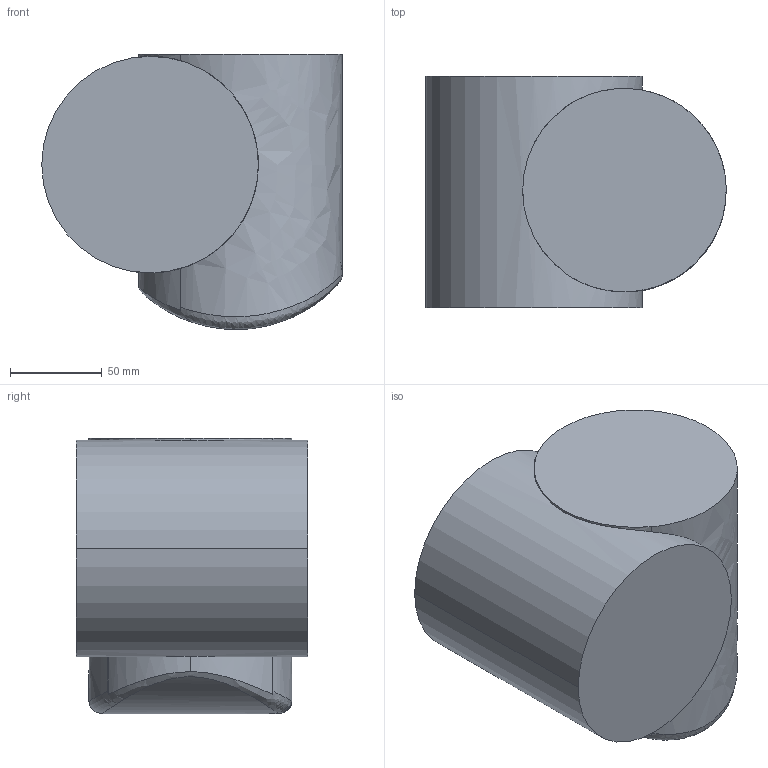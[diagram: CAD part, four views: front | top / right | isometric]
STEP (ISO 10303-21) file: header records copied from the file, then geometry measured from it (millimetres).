
FILE_DESCRIPTION(('STEP AP214'),'1');
FILE_NAME('L3.stp','2018-11-09T00:12:58',(' '),(' '),'Spatial InterOp 3D',' ',' ');
FILE_SCHEMA(('automotive_design'));
Length unit declared in the file: metre
Products named in the file (1): 1
Bounding box: 163.61 x 126 x 149.84 mm (x, y, z)
Volume: 2231930.3 mm3; surface area: 97349.5 mm2
Topology: 1 solids, 1 shells, 17 faces, 50 edges, 35 vertices
Faces by surface type: cylinder 7, plane 7, bspline 3
Entity records: 1440 total; most frequent: CARTESIAN_POINT 859, ORIENTED_EDGE 100, DIRECTION 70, EDGE_CURVE 50, VERTEX_POINT 35, AXIS2_PLACEMENT_3D 25, LINE 20, B_SPLINE_CURVE_WITH_KNOTS 20
